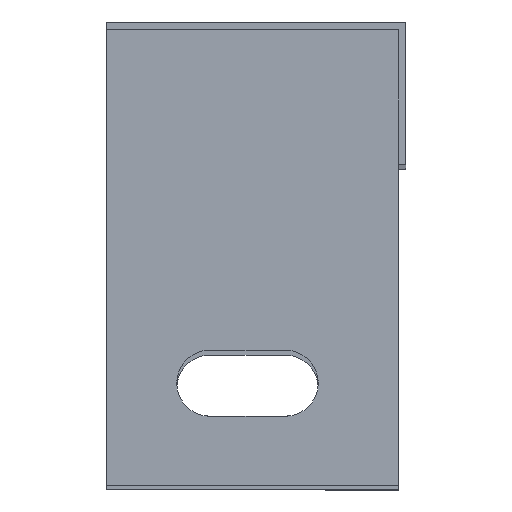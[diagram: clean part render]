
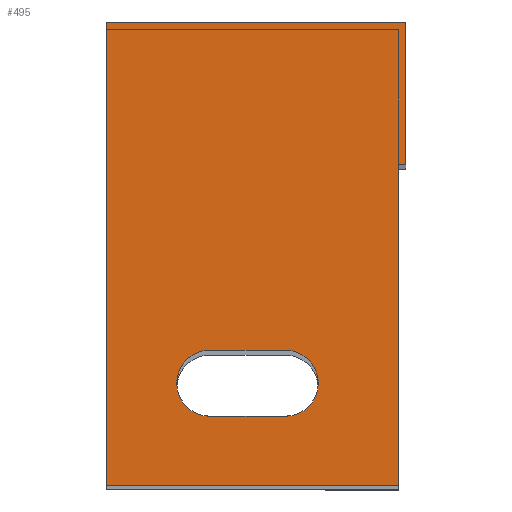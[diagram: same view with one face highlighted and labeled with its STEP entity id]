
A CAD part, top view. The second image highlights one B-rep face of the part: STEP entity #495.
In plain terms, the highlighted planar face has unit normal (0, 0, 1).
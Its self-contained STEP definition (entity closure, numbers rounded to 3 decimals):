
#7 = CARTESIAN_POINT ( 'NONE',  ( 1492.5, -1., 299.8 ) ) ;
#13 = LINE ( 'NONE', #29, #144 ) ;
#23 = VERTEX_POINT ( 'NONE', #719 ) ;
#29 = CARTESIAN_POINT ( 'NONE',  ( 1494.3, -1.5, 299.8 ) ) ;
#35 = DIRECTION ( 'NONE',  ( 1., 0., 0. ) ) ;
#47 = VERTEX_POINT ( 'NONE', #310 ) ;
#63 = LINE ( 'NONE', #433, #505 ) ;
#66 = FACE_BOUND ( 'NONE', #723, .T. ) ;
#78 = VECTOR ( 'NONE', #379, 1000. ) ;
#87 = VERTEX_POINT ( 'NONE', #552 ) ;
#96 = DIRECTION ( 'NONE',  ( 1., 0., 0. ) ) ;
#101 = ORIENTED_EDGE ( 'NONE', *, *, #441, .F. ) ;
#121 = CARTESIAN_POINT ( 'NONE',  ( 1493.5, 0.8, 299.8 ) ) ;
#128 = LINE ( 'NONE', #593, #557 ) ;
#144 = VECTOR ( 'NONE', #460, 1000. ) ;
#151 = EDGE_CURVE ( 'NONE', #567, #347, #657, .T. ) ;
#153 = CARTESIAN_POINT ( 'NONE',  ( 1473.5, -37.5, 299.8 ) ) ;
#188 = DIRECTION ( 'NONE',  ( 0., 0., 1. ) ) ;
#219 = ORIENTED_EDGE ( 'NONE', *, *, #507, .T. ) ;
#241 = EDGE_CURVE ( 'NONE', #347, #679, #753, .T. ) ;
#243 = DIRECTION ( 'NONE',  ( -1., 0., 0. ) ) ;
#247 = VECTOR ( 'NONE', #704, 1000. ) ;
#250 = VERTEX_POINT ( 'NONE', #541 ) ;
#256 = VECTOR ( 'NONE', #365, 1000. ) ;
#257 = VECTOR ( 'NONE', #332, 1000. ) ;
#274 = CARTESIAN_POINT ( 'NONE',  ( 1494.3, -14.3, 299.8 ) ) ;
#301 = DIRECTION ( 'NONE',  ( 1., 0., 0. ) ) ;
#303 = FACE_OUTER_BOUND ( 'NONE', #439, .T. ) ;
#310 = CARTESIAN_POINT ( 'NONE',  ( 1494.3, 0.8, 299.8 ) ) ;
#311 = VERTEX_POINT ( 'NONE', #537 ) ;
#320 = VERTEX_POINT ( 'NONE', #529 ) ;
#325 = ORIENTED_EDGE ( 'NONE', *, *, #763, .F. ) ;
#331 = LINE ( 'NONE', #467, #691 ) ;
#332 = DIRECTION ( 'NONE',  ( 0., 1., 0. ) ) ;
#333 = ORIENTED_EDGE ( 'NONE', *, *, #526, .F. ) ;
#337 = EDGE_CURVE ( 'NONE', #250, #567, #331, .T. ) ;
#347 = VERTEX_POINT ( 'NONE', #584 ) ;
#354 = EDGE_CURVE ( 'NONE', #679, #250, #506, .T. ) ;
#357 = ORIENTED_EDGE ( 'NONE', *, *, #354, .F. ) ;
#362 = CARTESIAN_POINT ( 'NONE',  ( 1473.5, -34., 299.8 ) ) ;
#365 = DIRECTION ( 'NONE',  ( -1., 0., 0. ) ) ;
#366 = VERTEX_POINT ( 'NONE', #274 ) ;
#371 = CARTESIAN_POINT ( 'NONE',  ( 1481.5, -37.5, 299.8 ) ) ;
#374 = CARTESIAN_POINT ( 'NONE',  ( 1481.5, -41., 299.8 ) ) ;
#379 = DIRECTION ( 'NONE',  ( -1., 0., 0. ) ) ;
#394 = LINE ( 'NONE', #574, #257 ) ;
#408 = ORIENTED_EDGE ( 'NONE', *, *, #241, .F. ) ;
#426 = EDGE_CURVE ( 'NONE', #47, #366, #13, .T. ) ;
#431 = CARTESIAN_POINT ( 'NONE',  ( 1481.5, -34., 299.8 ) ) ;
#433 = CARTESIAN_POINT ( 'NONE',  ( 1494.3, -14.3, 299.8 ) ) ;
#439 = EDGE_LOOP ( 'NONE', ( #101, #325, #586, #333, #671, #219 ) ) ;
#441 = EDGE_CURVE ( 'NONE', #87, #320, #394, .T. ) ;
#460 = DIRECTION ( 'NONE',  ( 0., -1., 0. ) ) ;
#463 = ORIENTED_EDGE ( 'NONE', *, *, #151, .F. ) ;
#466 = DIRECTION ( 'NONE',  ( 0., 0., 1. ) ) ;
#467 = CARTESIAN_POINT ( 'NONE',  ( 1473.5, -41., 299.8 ) ) ;
#476 = DIRECTION ( 'NONE',  ( -1., 0., 0. ) ) ;
#478 = LINE ( 'NONE', #121, #78 ) ;
#479 = ORIENTED_EDGE ( 'NONE', *, *, #337, .F. ) ;
#492 = CARTESIAN_POINT ( 'NONE',  ( 1493.5, -48.3, 299.8 ) ) ;
#495 = ADVANCED_FACE ( 'NONE', ( #66, #303 ), #612, .T. ) ;
#505 = VECTOR ( 'NONE', #243, 1000. ) ;
#506 = CIRCLE ( 'NONE', #585, 3.5 ) ;
#507 = EDGE_CURVE ( 'NONE', #47, #320, #478, .T. ) ;
#521 = AXIS2_PLACEMENT_3D ( 'NONE', #7, #188, #554 ) ;
#526 = EDGE_CURVE ( 'NONE', #366, #23, #63, .T. ) ;
#529 = CARTESIAN_POINT ( 'NONE',  ( 1462.5, 0.8, 299.8 ) ) ;
#537 = CARTESIAN_POINT ( 'NONE',  ( 1493.5, -48.3, 299.8 ) ) ;
#541 = CARTESIAN_POINT ( 'NONE',  ( 1473.5, -41., 299.8 ) ) ;
#546 = LINE ( 'NONE', #492, #247 ) ;
#552 = CARTESIAN_POINT ( 'NONE',  ( 1462.5, -48.3, 299.8 ) ) ;
#554 = DIRECTION ( 'NONE',  ( 0., -1., 0. ) ) ;
#557 = VECTOR ( 'NONE', #476, 1000. ) ;
#565 = EDGE_CURVE ( 'NONE', #311, #23, #546, .T. ) ;
#567 = VERTEX_POINT ( 'NONE', #374 ) ;
#574 = CARTESIAN_POINT ( 'NONE',  ( 1462.5, -1., 299.8 ) ) ;
#576 = AXIS2_PLACEMENT_3D ( 'NONE', #371, #705, #301 ) ;
#584 = CARTESIAN_POINT ( 'NONE',  ( 1481.5, -34., 299.8 ) ) ;
#585 = AXIS2_PLACEMENT_3D ( 'NONE', #153, #466, #35 ) ;
#586 = ORIENTED_EDGE ( 'NONE', *, *, #565, .T. ) ;
#593 = CARTESIAN_POINT ( 'NONE',  ( 1492.5, -48.3, 299.8 ) ) ;
#612 = PLANE ( 'NONE',  #521 ) ;
#657 = CIRCLE ( 'NONE', #576, 3.5 ) ;
#671 = ORIENTED_EDGE ( 'NONE', *, *, #426, .F. ) ;
#679 = VERTEX_POINT ( 'NONE', #362 ) ;
#691 = VECTOR ( 'NONE', #96, 1000. ) ;
#704 = DIRECTION ( 'NONE',  ( 0., 1., 0. ) ) ;
#705 = DIRECTION ( 'NONE',  ( 0., 0., 1. ) ) ;
#719 = CARTESIAN_POINT ( 'NONE',  ( 1493.5, -14.3, 299.8 ) ) ;
#723 = EDGE_LOOP ( 'NONE', ( #357, #408, #463, #479 ) ) ;
#753 = LINE ( 'NONE', #431, #256 ) ;
#763 = EDGE_CURVE ( 'NONE', #311, #87, #128, .T. ) ;
